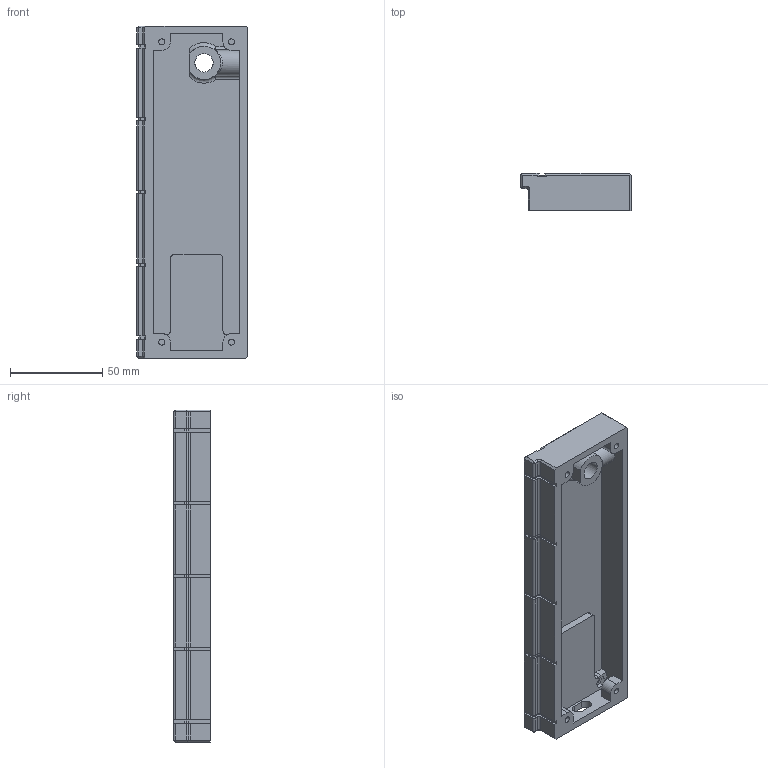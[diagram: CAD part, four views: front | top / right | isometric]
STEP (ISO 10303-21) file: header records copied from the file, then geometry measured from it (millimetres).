
FILE_DESCRIPTION (( 'STEP AP214' ), '1' );
FILE_NAME ('base.STEP', '2026-02-02T21:57:30', ( '' ), ( '' ), 'SwSTEP 2.0', 'SolidWorks 2022', '' );
FILE_SCHEMA (( 'AUTOMOTIVE_DESIGN' ));
Length unit declared in the file: millimetre
Products named in the file (1): base
Bounding box: 60 x 20 x 180 mm (x, y, z)
Volume: 88185.5 mm3; surface area: 40596.9 mm2
Topology: 1 solids, 1 shells, 224 faces, 606 edges, 386 vertices
Faces by surface type: plane 136, cylinder 75, cone 6, bspline 5, torus 2
Entity records: 7545 total; most frequent: CARTESIAN_POINT 1831, ORIENTED_EDGE 1200, DIRECTION 1158, EDGE_CURVE 600, LINE 428, VECTOR 428, VERTEX_POINT 386, AXIS2_PLACEMENT_3D 365
